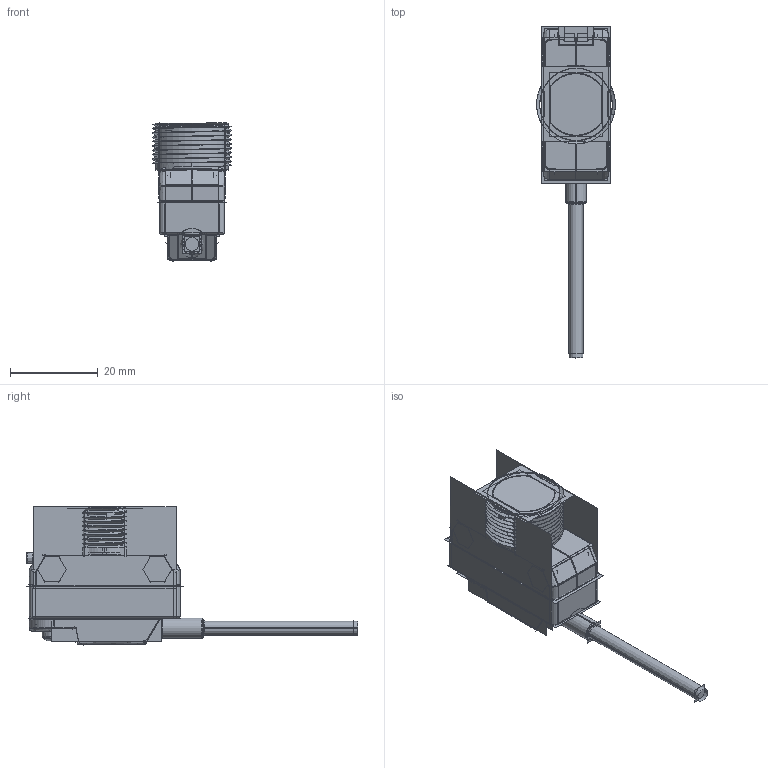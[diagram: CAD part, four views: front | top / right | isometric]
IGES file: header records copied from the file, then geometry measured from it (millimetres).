
Start section:  PTC IGES file: 194505.igs
Global section: file name: 194505.igs; native system: Creo Parametric by Parametric Technology Corporation; preprocessor: 2016010; author: PDMAdmin; organization: Unknown; date: 20160510.141216; units: millimetre
Bounding box: 18 x 75.81 x 31.74 mm (x, y, z)
Volume: 5747.1 mm3; surface area: 66168.8 mm2
Topology: 7 solids, 10 shells, 2626 faces, 12932 edges, 16022 vertices
Faces by surface type: bspline 1614, revolution 1012
